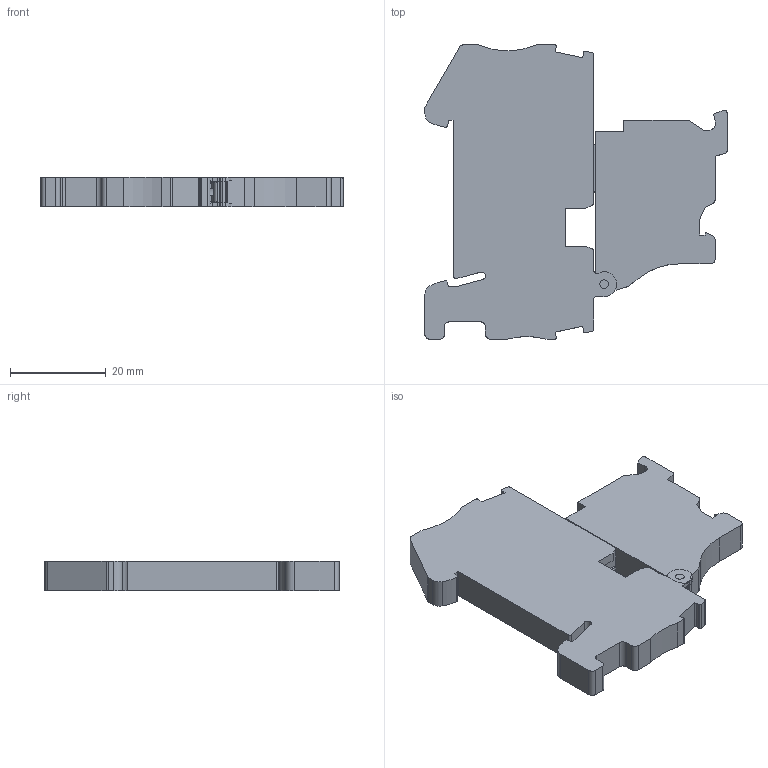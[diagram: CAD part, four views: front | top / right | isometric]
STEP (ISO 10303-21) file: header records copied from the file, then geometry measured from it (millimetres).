
FILE_DESCRIPTION(/* description */ (''),/* implementation_level */ '2;1');
FILE_NAME(/* name */ 'TC4-FUSE-BK.stp',/* time_stamp */ '2021-08-26T10:20:27+08:00',/* author */ (''),/* organization */ (''),/* preprocessor_version */ 'ST-DEVELOPER v16.7',/* originating_system */ 'SIEMENS PLM Software NX 12.0',/* authorisation */ '');
FILE_SCHEMA (('AP203_CONFIGURATION_CONTROLLED_3D_DESIGN_OF_MECHANICAL_PARTS_AND_ASSEMBLIES_MIM_LF { 1 0 10303 403 2 1 2}'));
Length unit declared in the file: millimetre
Products named in the file (1): SP6122T1003
Bounding box: 63.15 x 61.5 x 6.2 mm (x, y, z)
Volume: 15277 mm3; surface area: 8500.4 mm2
Topology: 2 solids, 4 shells, 329 faces, 943 edges, 622 vertices
Faces by surface type: plane 211, cylinder 108, torus 8, extrusion 2
Full cylindrical faces by diameter (mm): 1.8 x2
Entity records: 11190 total; most frequent: CARTESIAN_POINT 2301, ORIENTED_EDGE 1882, DIRECTION 1810, EDGE_CURVE 941, VECTOR 668, LINE 666, VERTEX_POINT 622, AXIS2_PLACEMENT_3D 571
